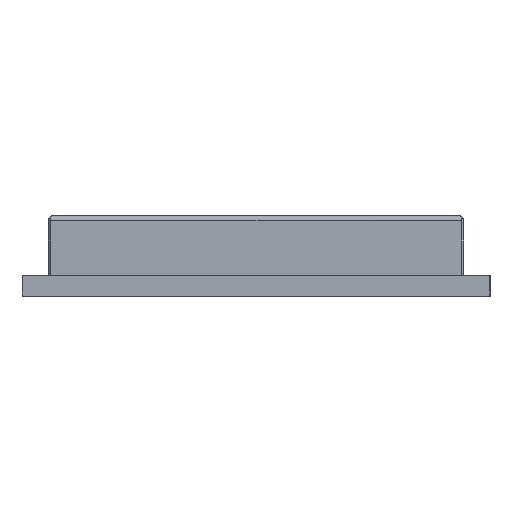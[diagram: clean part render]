
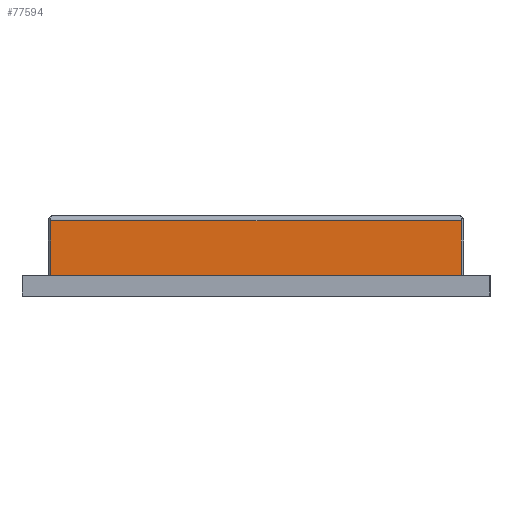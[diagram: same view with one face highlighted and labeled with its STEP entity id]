
A CAD part, front view. The second image highlights one B-rep face of the part: STEP entity #77594.
In plain terms, the highlighted planar face has unit normal (0, -1, 0).
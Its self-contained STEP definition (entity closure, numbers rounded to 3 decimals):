
#77492=VERTEX_POINT('',#77493);
#77493=CARTESIAN_POINT('',(-7.9,-11.7,2.9));
#77500=EDGE_CURVE('',#77492,#77501,#77503,.T.);
#77501=VERTEX_POINT('',#77502);
#77502=CARTESIAN_POINT('',(7.9,-11.7,2.9));
#77503=LINE('',#77504,#77505);
#77504=CARTESIAN_POINT('',(-4.,-11.7,2.9));
#77505=VECTOR('',#77506,1.0);
#77506=DIRECTION('',(1.0,0.0,0.0));
#77567=EDGE_CURVE('',#77501,#77568,#77570,.T.);
#77568=VERTEX_POINT('',#77569);
#77569=CARTESIAN_POINT('',(7.9,-11.7,0.8));
#77570=LINE('',#77571,#77572);
#77571=CARTESIAN_POINT('',(7.9,-11.7,0.8));
#77572=VECTOR('',#77573,1.0);
#77573=DIRECTION('',(0.0,0.0,-1.0));
#77594=ADVANCED_FACE('',(#77595),#77613,.T.);
#77595=FACE_BOUND('',#77596,.T.);
#77596=EDGE_LOOP('',(#77597,#77598,#77606,#77612));
#77597=ORIENTED_EDGE('',*,*,#77500,.F.);
#77598=ORIENTED_EDGE('',*,*,#77599,.T.);
#77599=EDGE_CURVE('',#77492,#77600,#77602,.F.);
#77600=VERTEX_POINT('',#77601);
#77601=CARTESIAN_POINT('',(-7.9,-11.7,0.8));
#77602=LINE('',#77603,#77604);
#77603=CARTESIAN_POINT('',(-7.9,-11.7,0.8));
#77604=VECTOR('',#77605,1.0);
#77605=DIRECTION('',(0.0,0.0,1.0));
#77606=ORIENTED_EDGE('',*,*,#77607,.T.);
#77607=EDGE_CURVE('',#77600,#77568,#77608,.T.);
#77608=LINE('',#77609,#77610);
#77609=CARTESIAN_POINT('',(-8.,-11.7,0.8));
#77610=VECTOR('',#77611,1.0);
#77611=DIRECTION('',(1.0,0.0,0.0));
#77612=ORIENTED_EDGE('',*,*,#77567,.F.);
#77613=PLANE('',#77614);
#77614=AXIS2_PLACEMENT_3D('',#77615,#77616,#77617);
#77615=CARTESIAN_POINT('',(-8.,-11.7,0.8));
#77616=DIRECTION('',(0.0,-1.0,0.0));
#77617=DIRECTION('',(1.0,0.0,0.0));
